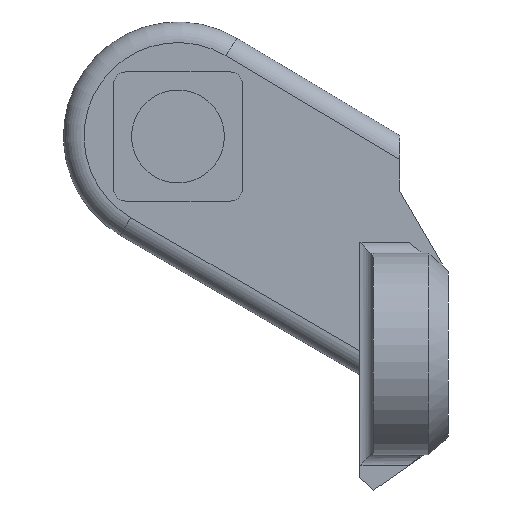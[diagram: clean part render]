
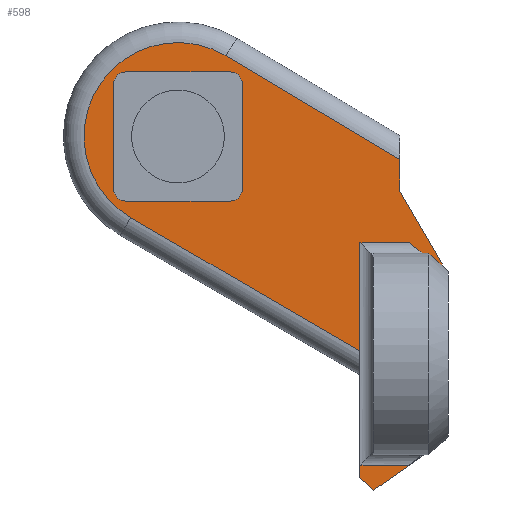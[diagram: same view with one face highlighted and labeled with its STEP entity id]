
A CAD part, left-side view. The second image highlights one B-rep face of the part: STEP entity #598.
In plain terms, the highlighted planar face has unit normal (-1, 0, 0).
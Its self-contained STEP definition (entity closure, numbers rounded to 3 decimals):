
#16=(
BOUNDED_CURVE()
B_SPLINE_CURVE(2,(#1019,#1020,#1021),.UNSPECIFIED.,.F.,.F.)
B_SPLINE_CURVE_WITH_KNOTS((3,3),(15.942,19.448),
 .UNSPECIFIED.)
CURVE()
GEOMETRIC_REPRESENTATION_ITEM()
RATIONAL_B_SPLINE_CURVE((1.065,1.057,1.041))
REPRESENTATION_ITEM('')
);
#17=(
BOUNDED_CURVE()
B_SPLINE_CURVE(2,(#1023,#1024,#1025),.UNSPECIFIED.,.F.,.F.)
B_SPLINE_CURVE_WITH_KNOTS((3,3),(0.,2.294),.UNSPECIFIED.)
CURVE()
GEOMETRIC_REPRESENTATION_ITEM()
RATIONAL_B_SPLINE_CURVE((1.,1.004,1.))
REPRESENTATION_ITEM('')
);
#24=FACE_BOUND('',#101,.T.);
#34=PLANE('',#667);
#66=FACE_OUTER_BOUND('',#100,.T.);
#100=EDGE_LOOP('',(#481,#482,#483,#484,#485,#486,#487,#488,#489,#490,#491,
#492,#493,#494));
#101=EDGE_LOOP('',(#495,#496,#497,#498,#499,#500,#501,#502));
#115=CIRCLE('',#629,90.97);
#119=CIRCLE('',#640,12.);
#124=CIRCLE('',#648,12.);
#125=CIRCLE('',#651,12.);
#126=CIRCLE('',#653,12.);
#136=LINE('',#868,#189);
#137=LINE('',#879,#190);
#145=LINE('',#897,#198);
#152=LINE('',#915,#205);
#158=LINE('',#938,#211);
#162=LINE('',#949,#215);
#164=LINE('',#956,#217);
#165=LINE('',#960,#218);
#168=LINE('',#1005,#221);
#170=LINE('',#1011,#223);
#171=LINE('',#1014,#224);
#172=LINE('',#1016,#225);
#173=LINE('',#1017,#226);
#174=LINE('',#1027,#227);
#175=LINE('',#1028,#228);
#189=VECTOR('',#693,10.);
#190=VECTOR('',#706,10.);
#198=VECTOR('',#724,10.);
#205=VECTOR('',#739,10.);
#211=VECTOR('',#761,10.);
#215=VECTOR('',#775,10.);
#217=VECTOR('',#785,10.);
#218=VECTOR('',#788,10.);
#221=VECTOR('',#799,10.);
#223=VECTOR('',#807,10.);
#224=VECTOR('',#810,10.);
#225=VECTOR('',#811,10.);
#226=VECTOR('',#812,10.);
#227=VECTOR('',#813,10.);
#228=VECTOR('',#814,10.);
#246=VERTEX_POINT('',#861);
#249=VERTEX_POINT('',#866);
#251=VERTEX_POINT('',#871);
#253=VERTEX_POINT('',#877);
#258=VERTEX_POINT('',#896);
#262=VERTEX_POINT('',#905);
#263=VERTEX_POINT('',#907);
#265=VERTEX_POINT('',#913);
#272=VERTEX_POINT('',#931);
#273=VERTEX_POINT('',#933);
#274=VERTEX_POINT('',#937);
#275=VERTEX_POINT('',#941);
#276=VERTEX_POINT('',#945);
#278=VERTEX_POINT('',#958);
#279=VERTEX_POINT('',#959);
#286=VERTEX_POINT('',#988);
#287=VERTEX_POINT('',#1004);
#289=VERTEX_POINT('',#1013);
#290=VERTEX_POINT('',#1015);
#291=VERTEX_POINT('',#1018);
#292=VERTEX_POINT('',#1022);
#293=VERTEX_POINT('',#1026);
#307=EDGE_CURVE('',#249,#246,#136,.T.);
#309=EDGE_CURVE('',#251,#249,#115,.T.);
#312=EDGE_CURVE('',#253,#251,#137,.T.);
#321=EDGE_CURVE('',#258,#246,#145,.T.);
#326=EDGE_CURVE('',#262,#263,#119,.F.);
#330=EDGE_CURVE('',#262,#265,#152,.T.);
#339=EDGE_CURVE('',#272,#273,#124,.F.);
#341=EDGE_CURVE('',#274,#273,#158,.T.);
#344=EDGE_CURVE('',#275,#265,#125,.F.);
#345=EDGE_CURVE('',#274,#276,#126,.F.);
#347=EDGE_CURVE('',#275,#276,#162,.T.);
#350=EDGE_CURVE('',#272,#263,#164,.T.);
#351=EDGE_CURVE('',#278,#279,#165,.T.);
#359=EDGE_CURVE('',#286,#287,#168,.T.);
#363=EDGE_CURVE('',#287,#278,#170,.T.);
#364=EDGE_CURVE('',#289,#253,#171,.T.);
#365=EDGE_CURVE('',#290,#289,#172,.T.);
#366=EDGE_CURVE('',#279,#290,#173,.T.);
#367=EDGE_CURVE('',#286,#291,#16,.T.);
#368=EDGE_CURVE('',#291,#292,#17,.T.);
#369=EDGE_CURVE('',#293,#292,#174,.T.);
#370=EDGE_CURVE('',#258,#293,#175,.T.);
#481=ORIENTED_EDGE('',*,*,#364,.F.);
#482=ORIENTED_EDGE('',*,*,#365,.F.);
#483=ORIENTED_EDGE('',*,*,#366,.F.);
#484=ORIENTED_EDGE('',*,*,#351,.F.);
#485=ORIENTED_EDGE('',*,*,#363,.F.);
#486=ORIENTED_EDGE('',*,*,#359,.F.);
#487=ORIENTED_EDGE('',*,*,#367,.T.);
#488=ORIENTED_EDGE('',*,*,#368,.T.);
#489=ORIENTED_EDGE('',*,*,#369,.F.);
#490=ORIENTED_EDGE('',*,*,#370,.F.);
#491=ORIENTED_EDGE('',*,*,#321,.T.);
#492=ORIENTED_EDGE('',*,*,#307,.F.);
#493=ORIENTED_EDGE('',*,*,#309,.F.);
#494=ORIENTED_EDGE('',*,*,#312,.F.);
#495=ORIENTED_EDGE('',*,*,#341,.T.);
#496=ORIENTED_EDGE('',*,*,#339,.F.);
#497=ORIENTED_EDGE('',*,*,#350,.T.);
#498=ORIENTED_EDGE('',*,*,#326,.F.);
#499=ORIENTED_EDGE('',*,*,#330,.T.);
#500=ORIENTED_EDGE('',*,*,#344,.F.);
#501=ORIENTED_EDGE('',*,*,#347,.T.);
#502=ORIENTED_EDGE('',*,*,#345,.F.);
#598=ADVANCED_FACE('',(#66,#24),#34,.F.);
#629=AXIS2_PLACEMENT_3D('',#873,#698,#699);
#640=AXIS2_PLACEMENT_3D('',#908,#732,#733);
#648=AXIS2_PLACEMENT_3D('',#934,#756,#757);
#651=AXIS2_PLACEMENT_3D('',#943,#766,#767);
#653=AXIS2_PLACEMENT_3D('',#946,#770,#771);
#667=AXIS2_PLACEMENT_3D('',#1012,#808,#809);
#693=DIRECTION('',(0.,-0.859,-0.513));
#698=DIRECTION('center_axis',(1.,0.,0.));
#699=DIRECTION('ref_axis',(0.,0.861,0.508));
#706=DIRECTION('',(0.,0.864,0.503));
#724=DIRECTION('',(0.,0.,1.));
#732=DIRECTION('center_axis',(1.,0.,0.));
#733=DIRECTION('ref_axis',(0.,-0.707,-0.707));
#739=DIRECTION('',(0.,1.,0.));
#756=DIRECTION('center_axis',(1.,0.,0.));
#757=DIRECTION('ref_axis',(0.,-0.707,0.707));
#761=DIRECTION('',(0.,-1.,0.));
#766=DIRECTION('center_axis',(1.,0.,0.));
#767=DIRECTION('ref_axis',(0.,0.707,-0.707));
#770=DIRECTION('center_axis',(1.,0.,0.));
#771=DIRECTION('ref_axis',(0.,0.707,0.707));
#775=DIRECTION('',(0.,0.,1.));
#785=DIRECTION('',(0.,0.,-1.));
#788=DIRECTION('',(0.,-1.,0.));
#799=DIRECTION('',(0.,1.,0.));
#807=DIRECTION('',(0.,0.,-1.));
#808=DIRECTION('center_axis',(1.,0.,0.));
#809=DIRECTION('ref_axis',(0.,0.,-1.));
#810=DIRECTION('',(0.,0.,1.));
#811=DIRECTION('',(0.,0.756,0.655));
#812=DIRECTION('',(0.,0.818,-0.575));
#813=DIRECTION('',(0.,0.,-1.));
#814=DIRECTION('',(0.,-0.502,-0.865));
#861=CARTESIAN_POINT('',(37.19,-367.426,188.194));
#866=CARTESIAN_POINT('',(37.19,-199.131,288.665));
#868=CARTESIAN_POINT('',(37.19,-251.815,257.213));
#871=CARTESIAN_POINT('',(37.19,-106.74,131.934));
#873=CARTESIAN_POINT('Origin',(37.19,-152.5,210.556));
#877=CARTESIAN_POINT('',(37.19,-328.349,2.954));
#879=CARTESIAN_POINT('',(37.19,-275.307,33.825));
#896=CARTESIAN_POINT('',(37.19,-367.426,157.523));
#897=CARTESIAN_POINT('',(37.19,-367.426,157.523));
#905=CARTESIAN_POINT('',(37.19,-203.,148.056));
#907=CARTESIAN_POINT('',(37.19,-215.,160.056));
#908=CARTESIAN_POINT('Origin',(37.19,-203.,160.056));
#913=CARTESIAN_POINT('',(37.19,-102.,148.056));
#915=CARTESIAN_POINT('',(37.19,-158.172,148.056));
#931=CARTESIAN_POINT('',(37.19,-215.,261.056));
#933=CARTESIAN_POINT('',(37.19,-203.,273.056));
#934=CARTESIAN_POINT('Origin',(37.19,-203.,261.056));
#937=CARTESIAN_POINT('',(37.19,-102.,273.056));
#938=CARTESIAN_POINT('',(37.19,-220.672,273.056));
#941=CARTESIAN_POINT('',(37.19,-90.,160.056));
#943=CARTESIAN_POINT('Origin',(37.19,-102.,160.056));
#945=CARTESIAN_POINT('',(37.19,-90.,261.056));
#946=CARTESIAN_POINT('Origin',(37.19,-102.,261.056));
#949=CARTESIAN_POINT('',(37.19,-90.,183.95));
#956=CARTESIAN_POINT('',(37.19,-215.,121.45));
#958=CARTESIAN_POINT('',(37.19,-328.791,-107.801));
#959=CARTESIAN_POINT('',(37.19,-376.51,-107.801));
#960=CARTESIAN_POINT('',(37.19,-368.226,-107.801));
#988=CARTESIAN_POINT('',(37.19,-376.824,107.801));
#1004=CARTESIAN_POINT('',(37.19,-328.791,107.801));
#1005=CARTESIAN_POINT('',(37.19,-368.226,107.801));
#1011=CARTESIAN_POINT('',(37.19,-328.791,47.422));
#1012=CARTESIAN_POINT('Origin',(37.19,-226.343,94.844));
#1013=CARTESIAN_POINT('',(37.19,-328.349,-119.742));
#1014=CARTESIAN_POINT('',(37.19,-328.349,-119.742));
#1015=CARTESIAN_POINT('',(37.19,-342.305,-131.837));
#1016=CARTESIAN_POINT('',(37.19,-342.305,-131.837));
#1017=CARTESIAN_POINT('',(37.19,-411.156,-83.455));
#1018=CARTESIAN_POINT('',(37.19,-394.849,90.43));
#1019=CARTESIAN_POINT('Ctrl Pts',(37.19,-376.824,107.801));
#1020=CARTESIAN_POINT('Ctrl Pts',(37.19,-386.626,98.447));
#1021=CARTESIAN_POINT('Ctrl Pts',(37.19,-394.849,90.43));
#1022=CARTESIAN_POINT('',(37.19,-411.156,74.29));
#1023=CARTESIAN_POINT('Ctrl Pts',(37.19,-394.849,90.43));
#1024=CARTESIAN_POINT('Ctrl Pts',(37.19,-403.801,81.702));
#1025=CARTESIAN_POINT('Ctrl Pts',(37.19,-411.156,74.29));
#1026=CARTESIAN_POINT('',(37.19,-411.156,82.159));
#1027=CARTESIAN_POINT('',(37.19,-411.156,82.159));
#1028=CARTESIAN_POINT('',(37.19,-367.426,157.523));
